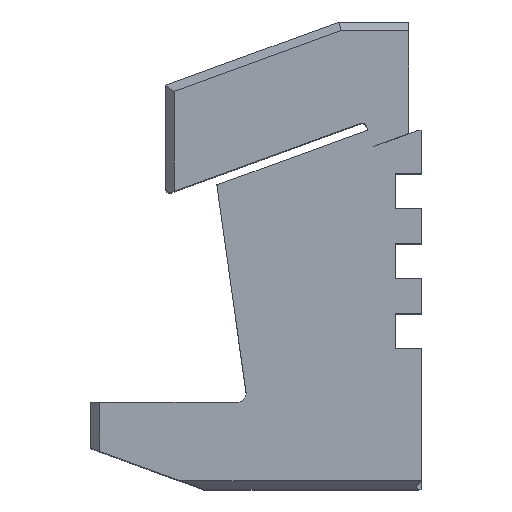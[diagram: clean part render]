
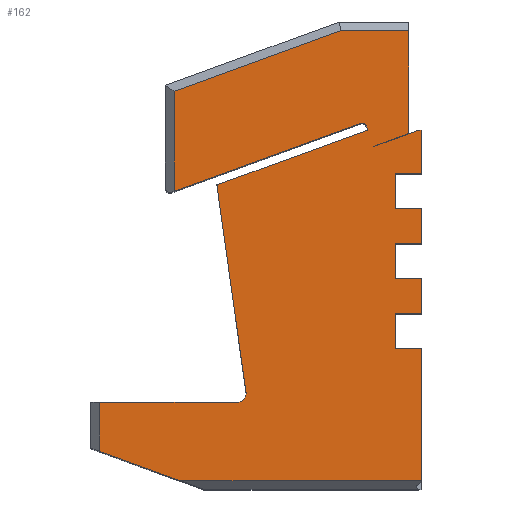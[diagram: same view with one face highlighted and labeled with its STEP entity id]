
A CAD part, top view. The second image highlights one B-rep face of the part: STEP entity #162.
In plain terms, the highlighted planar face has unit normal (0, 0, 1).
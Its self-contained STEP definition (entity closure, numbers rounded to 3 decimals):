
#42=CIRCLE('',#7996,0.5);
#43=CIRCLE('',#7997,1.);
#162=ADVANCED_FACE('',(#908),#538,.F.);
#538=PLANE('',#7998);
#908=FACE_OUTER_BOUND('',#1284,.T.);
#1284=EDGE_LOOP('',(#2178,#2179,#2180,#2181,#2182,#2183,#2184,#2185,#2186,
#2187,#2188,#2189,#2190,#2191,#2192,#2193,#2194,#2195,#2196,#2197,#2198,
#2199,#2200,#2201,#2202,#2203,#2204,#2205,#2206,#2207,#2208,#2209));
#2178=ORIENTED_EDGE('',*,*,#5062,.F.);
#2179=ORIENTED_EDGE('',*,*,#5124,.F.);
#2180=ORIENTED_EDGE('',*,*,#5024,.F.);
#2181=ORIENTED_EDGE('',*,*,#5021,.F.);
#2182=ORIENTED_EDGE('',*,*,#5125,.F.);
#2183=ORIENTED_EDGE('',*,*,#5126,.F.);
#2184=ORIENTED_EDGE('',*,*,#5127,.T.);
#2185=ORIENTED_EDGE('',*,*,#5128,.T.);
#2186=ORIENTED_EDGE('',*,*,#5129,.T.);
#2187=ORIENTED_EDGE('',*,*,#5130,.F.);
#2188=ORIENTED_EDGE('',*,*,#5131,.T.);
#2189=ORIENTED_EDGE('',*,*,#5132,.F.);
#2190=ORIENTED_EDGE('',*,*,#5016,.T.);
#2191=ORIENTED_EDGE('',*,*,#5009,.F.);
#2192=ORIENTED_EDGE('',*,*,#5003,.F.);
#2193=ORIENTED_EDGE('',*,*,#5133,.T.);
#2194=ORIENTED_EDGE('',*,*,#4997,.F.);
#2195=ORIENTED_EDGE('',*,*,#5134,.T.);
#2196=ORIENTED_EDGE('',*,*,#5095,.F.);
#2197=ORIENTED_EDGE('',*,*,#5135,.T.);
#2198=ORIENTED_EDGE('',*,*,#4934,.F.);
#2199=ORIENTED_EDGE('',*,*,#5136,.T.);
#2200=ORIENTED_EDGE('',*,*,#5137,.T.);
#2201=ORIENTED_EDGE('',*,*,#5138,.F.);
#2202=ORIENTED_EDGE('',*,*,#4942,.F.);
#2203=ORIENTED_EDGE('',*,*,#5139,.T.);
#2204=ORIENTED_EDGE('',*,*,#5140,.T.);
#2205=ORIENTED_EDGE('',*,*,#5141,.F.);
#2206=ORIENTED_EDGE('',*,*,#4950,.F.);
#2207=ORIENTED_EDGE('',*,*,#5142,.T.);
#2208=ORIENTED_EDGE('',*,*,#5143,.T.);
#2209=ORIENTED_EDGE('',*,*,#5144,.F.);
#4174=VERTEX_POINT('',#11023);
#4177=VERTEX_POINT('',#11028);
#4183=VERTEX_POINT('',#11042);
#4185=VERTEX_POINT('',#11046);
#4191=VERTEX_POINT('',#11060);
#4193=VERTEX_POINT('',#11064);
#4238=VERTEX_POINT('',#11160);
#4239=VERTEX_POINT('',#11162);
#4244=VERTEX_POINT('',#11173);
#4245=VERTEX_POINT('',#11175);
#4249=VERTEX_POINT('',#11186);
#4255=VERTEX_POINT('',#11200);
#4258=VERTEX_POINT('',#11208);
#4259=VERTEX_POINT('',#11210);
#4261=VERTEX_POINT('',#11216);
#4298=VERTEX_POINT('',#11291);
#4299=VERTEX_POINT('',#11293);
#4318=VERTEX_POINT('',#11346);
#4319=VERTEX_POINT('',#11348);
#4337=VERTEX_POINT('',#11399);
#4338=VERTEX_POINT('',#11401);
#4339=VERTEX_POINT('',#11403);
#4340=VERTEX_POINT('',#11405);
#4341=VERTEX_POINT('',#11407);
#4342=VERTEX_POINT('',#11409);
#4343=VERTEX_POINT('',#11411);
#4344=VERTEX_POINT('',#11417);
#4345=VERTEX_POINT('',#11419);
#4346=VERTEX_POINT('',#11422);
#4347=VERTEX_POINT('',#11424);
#4348=VERTEX_POINT('',#11427);
#4349=VERTEX_POINT('',#11429);
#4934=EDGE_CURVE('',#4177,#4174,#6056,.T.);
#4942=EDGE_CURVE('',#4185,#4183,#6064,.T.);
#4950=EDGE_CURVE('',#4193,#4191,#6072,.T.);
#4997=EDGE_CURVE('',#4238,#4239,#6119,.T.);
#5003=EDGE_CURVE('',#4244,#4245,#6125,.T.);
#5009=EDGE_CURVE('',#4245,#4249,#6131,.T.);
#5016=EDGE_CURVE('',#4255,#4249,#6138,.T.);
#5021=EDGE_CURVE('',#4258,#4259,#6143,.T.);
#5024=EDGE_CURVE('',#4259,#4261,#6146,.T.);
#5062=EDGE_CURVE('',#4298,#4299,#6184,.T.);
#5095=EDGE_CURVE('',#4318,#4319,#6216,.T.);
#5124=EDGE_CURVE('',#4261,#4298,#6243,.T.);
#5125=EDGE_CURVE('',#4337,#4258,#6244,.T.);
#5126=EDGE_CURVE('',#4338,#4337,#6245,.T.);
#5127=EDGE_CURVE('',#4338,#4339,#6246,.T.);
#5128=EDGE_CURVE('',#4339,#4340,#6247,.T.);
#5129=EDGE_CURVE('',#4340,#4341,#6248,.T.);
#5130=EDGE_CURVE('',#4342,#4341,#6249,.T.);
#5131=EDGE_CURVE('',#4342,#4343,#42,.T.);
#5132=EDGE_CURVE('',#4255,#4343,#6250,.T.);
#5133=EDGE_CURVE('',#4244,#4239,#43,.T.);
#5134=EDGE_CURVE('',#4238,#4319,#6251,.T.);
#5135=EDGE_CURVE('',#4318,#4174,#6252,.T.);
#5136=EDGE_CURVE('',#4177,#4344,#6253,.T.);
#5137=EDGE_CURVE('',#4344,#4345,#6254,.T.);
#5138=EDGE_CURVE('',#4183,#4345,#6255,.T.);
#5139=EDGE_CURVE('',#4185,#4346,#6256,.T.);
#5140=EDGE_CURVE('',#4346,#4347,#6257,.T.);
#5141=EDGE_CURVE('',#4191,#4347,#6258,.T.);
#5142=EDGE_CURVE('',#4193,#4348,#6259,.T.);
#5143=EDGE_CURVE('',#4348,#4349,#6260,.T.);
#5144=EDGE_CURVE('',#4299,#4349,#6261,.T.);
#6056=LINE('',#11029,#7166);
#6064=LINE('',#11047,#7174);
#6072=LINE('',#11065,#7182);
#6119=LINE('',#11161,#7229);
#6125=LINE('',#11174,#7235);
#6131=LINE('',#11185,#7241);
#6138=LINE('',#11199,#7248);
#6143=LINE('',#11209,#7253);
#6146=LINE('',#11215,#7256);
#6184=LINE('',#11292,#7294);
#6216=LINE('',#11347,#7326);
#6243=LINE('',#11397,#7353);
#6244=LINE('',#11398,#7354);
#6245=LINE('',#11400,#7355);
#6246=LINE('',#11402,#7356);
#6247=LINE('',#11404,#7357);
#6248=LINE('',#11406,#7358);
#6249=LINE('',#11408,#7359);
#6250=LINE('',#11412,#7360);
#6251=LINE('',#11414,#7361);
#6252=LINE('',#11415,#7362);
#6253=LINE('',#11416,#7363);
#6254=LINE('',#11418,#7364);
#6255=LINE('',#11420,#7365);
#6256=LINE('',#11421,#7366);
#6257=LINE('',#11423,#7367);
#6258=LINE('',#11425,#7368);
#6259=LINE('',#11426,#7369);
#6260=LINE('',#11428,#7370);
#6261=LINE('',#11430,#7371);
#7166=VECTOR('',#8849,1.);
#7174=VECTOR('',#8861,1.);
#7182=VECTOR('',#8873,1.);
#7229=VECTOR('',#8928,1.);
#7235=VECTOR('',#8936,1.);
#7241=VECTOR('',#8944,1.);
#7248=VECTOR('',#8953,1.);
#7253=VECTOR('',#8960,1.);
#7256=VECTOR('',#8965,1.);
#7294=VECTOR('',#9005,1.);
#7326=VECTOR('',#9043,1.);
#7353=VECTOR('',#9080,1.);
#7354=VECTOR('',#9081,1.);
#7355=VECTOR('',#9082,1.);
#7356=VECTOR('',#9083,1.);
#7357=VECTOR('',#9084,1.);
#7358=VECTOR('',#9085,1.);
#7359=VECTOR('',#9086,1.);
#7360=VECTOR('',#9089,1.);
#7361=VECTOR('',#9092,1.);
#7362=VECTOR('',#9093,1.);
#7363=VECTOR('',#9094,1.);
#7364=VECTOR('',#9095,1.);
#7365=VECTOR('',#9096,1.);
#7366=VECTOR('',#9097,1.);
#7367=VECTOR('',#9098,1.);
#7368=VECTOR('',#9099,1.);
#7369=VECTOR('',#9100,1.);
#7370=VECTOR('',#9101,1.);
#7371=VECTOR('',#9102,1.);
#7996=AXIS2_PLACEMENT_3D('',#11410,#9087,#9088);
#7997=AXIS2_PLACEMENT_3D('',#11413,#9090,#9091);
#7998=AXIS2_PLACEMENT_3D('',#11431,#9103,#9104);
#8849=DIRECTION('',(0.,-1.,0.));
#8861=DIRECTION('',(0.,-1.,0.));
#8873=DIRECTION('',(0.,-1.,0.));
#8928=DIRECTION('',(1.,0.,0.));
#8936=DIRECTION('',(-0.139,0.99,0.));
#8944=DIRECTION('',(0.94,0.342,0.));
#8953=DIRECTION('',(-1.,0.,0.));
#8960=DIRECTION('',(0.342,-0.94,0.));
#8965=DIRECTION('',(0.94,0.342,0.));
#9005=DIRECTION('',(0.,-1.,0.));
#9043=DIRECTION('',(-0.94,0.342,0.));
#9080=DIRECTION('',(1.,0.,0.));
#9081=DIRECTION('',(-0.94,-0.342,0.));
#9082=DIRECTION('',(0.,-1.,0.));
#9083=DIRECTION('',(-1.,0.,0.));
#9084=DIRECTION('',(-0.94,-0.342,0.));
#9085=DIRECTION('',(0.,-1.,0.));
#9086=DIRECTION('',(-0.94,-0.342,0.));
#9087=DIRECTION('',(0.,0.,-1.));
#9088=DIRECTION('',(0.342,-0.94,0.));
#9089=DIRECTION('',(-0.342,0.94,0.));
#9090=DIRECTION('',(0.,0.,-1.));
#9091=DIRECTION('',(0.,1.,0.));
#9092=DIRECTION('',(0.,-1.,0.));
#9093=DIRECTION('',(1.,0.,0.));
#9094=DIRECTION('',(-1.,0.,0.));
#9095=DIRECTION('',(0.,1.,0.));
#9096=DIRECTION('',(-1.,0.,0.));
#9097=DIRECTION('',(-1.,0.,0.));
#9098=DIRECTION('',(0.,1.,0.));
#9099=DIRECTION('',(-1.,0.,0.));
#9100=DIRECTION('',(-1.,0.,0.));
#9101=DIRECTION('',(0.,1.,0.));
#9102=DIRECTION('',(-1.,0.,0.));
#9103=DIRECTION('',(0.,0.,-1.));
#9104=DIRECTION('',(0.,-1.,0.));
#11023=CARTESIAN_POINT('',(0.175,1.,25.5));
#11028=CARTESIAN_POINT('',(0.175,16.15,25.5));
#11029=CARTESIAN_POINT('',(0.175,41.404,25.5));
#11042=CARTESIAN_POINT('',(0.175,20.2,25.5));
#11046=CARTESIAN_POINT('',(0.175,24.2,25.5));
#11047=CARTESIAN_POINT('',(0.175,41.404,25.5));
#11060=CARTESIAN_POINT('',(0.175,28.25,25.5));
#11064=CARTESIAN_POINT('',(0.175,32.25,25.5));
#11065=CARTESIAN_POINT('',(0.175,41.404,25.5));
#11160=CARTESIAN_POINT('',(-36.825,10.,25.5));
#11161=CARTESIAN_POINT('',(-37.825,10.,25.5));
#11162=CARTESIAN_POINT('',(-20.962,10.,25.5));
#11173=CARTESIAN_POINT('',(-19.972,11.139,25.5));
#11174=CARTESIAN_POINT('',(-19.811,10.,25.5));
#11175=CARTESIAN_POINT('',(-23.325,35.,25.5));
#11185=CARTESIAN_POINT('',(-23.325,35.,25.5));
#11186=CARTESIAN_POINT('',(-6.016,41.3,25.5));
#11199=CARTESIAN_POINT('',(-5.959,41.3,25.5));
#11200=CARTESIAN_POINT('',(-5.959,41.3,25.5));
#11208=CARTESIAN_POINT('',(-5.282,39.439,25.5));
#11209=CARTESIAN_POINT('',(-5.959,41.3,25.5));
#11210=CARTESIAN_POINT('',(-5.275,39.421,25.5));
#11215=CARTESIAN_POINT('',(-5.275,39.421,25.5));
#11216=CARTESIAN_POINT('',(-0.112,41.3,25.5));
#11291=CARTESIAN_POINT('',(0.175,41.3,25.5));
#11292=CARTESIAN_POINT('',(0.175,41.404,25.5));
#11293=CARTESIAN_POINT('',(0.175,36.3,25.5));
#11346=CARTESIAN_POINT('',(-27.572,1.,25.5));
#11347=CARTESIAN_POINT('',(-24.825,0.,25.5));
#11348=CARTESIAN_POINT('',(-36.825,4.368,25.5));
#11397=CARTESIAN_POINT('',(-1.825,41.3,25.5));
#11398=CARTESIAN_POINT('',(-1.241,40.91,25.5));
#11399=CARTESIAN_POINT('',(-1.241,40.91,25.5));
#11400=CARTESIAN_POINT('',(-1.241,53.748,25.5));
#11401=CARTESIAN_POINT('',(-1.241,52.748,25.5));
#11402=CARTESIAN_POINT('',(-9.241,52.748,25.5));
#11403=CARTESIAN_POINT('',(-9.065,52.748,25.5));
#11404=CARTESIAN_POINT('',(-28.894,45.53,25.5));
#11405=CARTESIAN_POINT('',(-28.236,45.77,25.5));
#11406=CARTESIAN_POINT('',(-28.236,34.627,25.5));
#11407=CARTESIAN_POINT('',(-28.236,34.277,25.5));
#11408=CARTESIAN_POINT('',(-6.308,42.258,25.5));
#11409=CARTESIAN_POINT('',(-6.778,42.087,25.5));
#11410=CARTESIAN_POINT('',(-6.607,41.617,25.5));
#11411=CARTESIAN_POINT('',(-6.137,41.788,25.5));
#11412=CARTESIAN_POINT('',(-5.282,39.439,25.5));
#11413=CARTESIAN_POINT('',(-20.962,11.,25.5));
#11414=CARTESIAN_POINT('',(-36.825,10.,25.5));
#11415=CARTESIAN_POINT('',(0.175,1.,25.5));
#11416=CARTESIAN_POINT('',(0.175,16.15,25.5));
#11417=CARTESIAN_POINT('',(-2.825,16.15,25.5));
#11418=CARTESIAN_POINT('',(-2.825,16.15,25.5));
#11419=CARTESIAN_POINT('',(-2.825,20.2,25.5));
#11420=CARTESIAN_POINT('',(0.175,20.2,25.5));
#11421=CARTESIAN_POINT('',(0.175,24.2,25.5));
#11422=CARTESIAN_POINT('',(-2.825,24.2,25.5));
#11423=CARTESIAN_POINT('',(-2.825,24.2,25.5));
#11424=CARTESIAN_POINT('',(-2.825,28.25,25.5));
#11425=CARTESIAN_POINT('',(0.175,28.25,25.5));
#11426=CARTESIAN_POINT('',(0.175,32.25,25.5));
#11427=CARTESIAN_POINT('',(-2.825,32.25,25.5));
#11428=CARTESIAN_POINT('',(-2.825,32.25,25.5));
#11429=CARTESIAN_POINT('',(-2.825,36.3,25.5));
#11430=CARTESIAN_POINT('',(0.175,36.3,25.5));
#11431=CARTESIAN_POINT('',(0.175,10.,25.5));
